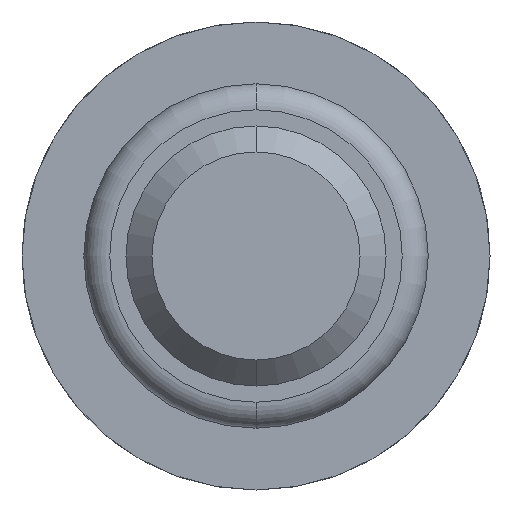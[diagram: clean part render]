
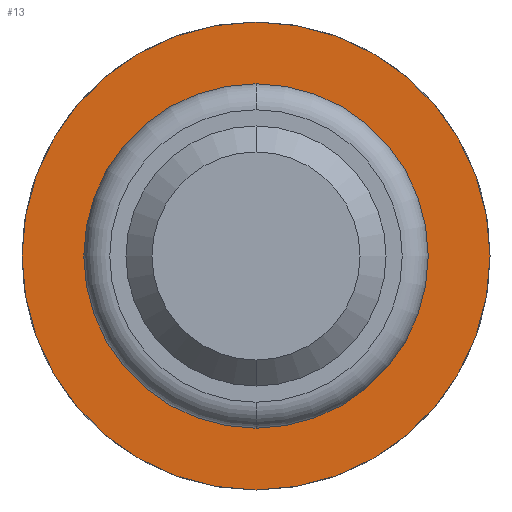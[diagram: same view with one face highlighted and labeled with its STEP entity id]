
A CAD part, front view. The second image highlights one B-rep face of the part: STEP entity #13.
In plain terms, the highlighted planar face has unit normal (0, -1, 0).
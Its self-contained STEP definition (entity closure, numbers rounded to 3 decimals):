
#13 = ADVANCED_FACE ( 'Defeature ausgef�hrt4_13', ( #3622, #2256 ), #2566, .F. ) ;
#494 = CARTESIAN_POINT ( 'NONE',  ( 0., -1.8, 1.8 ) ) ;
#565 = DIRECTION ( 'NONE',  ( 0., 1., 0. ) ) ;
#583 = CARTESIAN_POINT ( 'NONE',  ( 0., -1.8, 0. ) ) ;
#628 = AXIS2_PLACEMENT_3D ( 'NONE', #1287, #4107, #4861 ) ;
#644 = DIRECTION ( 'NONE',  ( 0., 0., 1. ) ) ;
#689 = CARTESIAN_POINT ( 'NONE',  ( 0., -1.8, 0. ) ) ;
#756 = DIRECTION ( 'NONE',  ( 0., 0., 1. ) ) ;
#792 = AXIS2_PLACEMENT_3D ( 'NONE', #920, #565, #4598 ) ;
#920 = CARTESIAN_POINT ( 'NONE',  ( 1.8, -1.8, 0. ) ) ;
#1017 = VERTEX_POINT ( 'NONE', #3934 ) ;
#1039 = AXIS2_PLACEMENT_3D ( 'NONE', #689, #1540, #756 ) ;
#1287 = CARTESIAN_POINT ( 'NONE',  ( 0., -1.8, 0. ) ) ;
#1288 = CIRCLE ( 'NONE', #4407, 1.8 ) ;
#1359 = CIRCLE ( 'NONE', #628, 1.325 ) ;
#1540 = DIRECTION ( 'NONE',  ( 0., 1., 0. ) ) ;
#2178 = DIRECTION ( 'NONE',  ( 0., 0., 1. ) ) ;
#2256 = FACE_BOUND ( 'NONE', #3565, .T. ) ;
#2386 = VERTEX_POINT ( 'NONE', #494 ) ;
#2566 = PLANE ( 'NONE',  #792 ) ;
#2572 = ORIENTED_EDGE ( 'NONE', *, *, #4298, .T. ) ;
#2831 = ORIENTED_EDGE ( 'NONE', *, *, #4391, .F. ) ;
#3097 = DIRECTION ( 'NONE',  ( 0., 1., 0. ) ) ;
#3192 = CARTESIAN_POINT ( 'NONE',  ( 0., -1.8, 1.325 ) ) ;
#3436 = VERTEX_POINT ( 'NONE', #5133 ) ;
#3565 = EDGE_LOOP ( 'NONE', ( #4050, #2572 ) ) ;
#3622 = FACE_OUTER_BOUND ( 'NONE', #5031, .T. ) ;
#3696 = EDGE_CURVE ( 'Defeature ausgef�hrt4_12+Defeature ausgef�hrt4_13+Defeature ausgef�hrt4_13+Defeature ausgef�hrt4_13', #1017, #2386, #1288, .T. ) ;
#3721 = DIRECTION ( 'NONE',  ( 0., 1., 0. ) ) ;
#3728 = CIRCLE ( 'NONE', #3752, 1.8 ) ;
#3752 = AXIS2_PLACEMENT_3D ( 'NONE', #583, #3721, #2178 ) ;
#3895 = CARTESIAN_POINT ( 'NONE',  ( 0., -1.8, 0. ) ) ;
#3917 = VERTEX_POINT ( 'NONE', #3192 ) ;
#3923 = CIRCLE ( 'NONE', #1039, 1.325 ) ;
#3934 = CARTESIAN_POINT ( 'NONE',  ( 0., -1.8, -1.8 ) ) ;
#4050 = ORIENTED_EDGE ( 'NONE', *, *, #4987, .T. ) ;
#4107 = DIRECTION ( 'NONE',  ( 0., 1., 0. ) ) ;
#4163 = ORIENTED_EDGE ( 'NONE', *, *, #3696, .F. ) ;
#4298 = EDGE_CURVE ( 'Defeature ausgef�hrt4_13+Defeature ausgef�hrt4_14+Defeature ausgef�hrt4_14+Defeature ausgef�hrt4_14', #3436, #3917, #1359, .T. ) ;
#4391 = EDGE_CURVE ( 'Defeature ausgef�hrt4_12+Defeature ausgef�hrt4_13+Defeature ausgef�hrt4_13+Defeature ausgef�hrt4_13', #2386, #1017, #3728, .T. ) ;
#4407 = AXIS2_PLACEMENT_3D ( 'NONE', #3895, #3097, #644 ) ;
#4598 = DIRECTION ( 'NONE',  ( 0., 0., 1. ) ) ;
#4861 = DIRECTION ( 'NONE',  ( 0., 0., 1. ) ) ;
#4987 = EDGE_CURVE ( 'Defeature ausgef�hrt4_13+Defeature ausgef�hrt4_14+Defeature ausgef�hrt4_14+Defeature ausgef�hrt4_14', #3917, #3436, #3923, .T. ) ;
#5031 = EDGE_LOOP ( 'NONE', ( #2831, #4163 ) ) ;
#5133 = CARTESIAN_POINT ( 'NONE',  ( 0., -1.8, -1.325 ) ) ;
